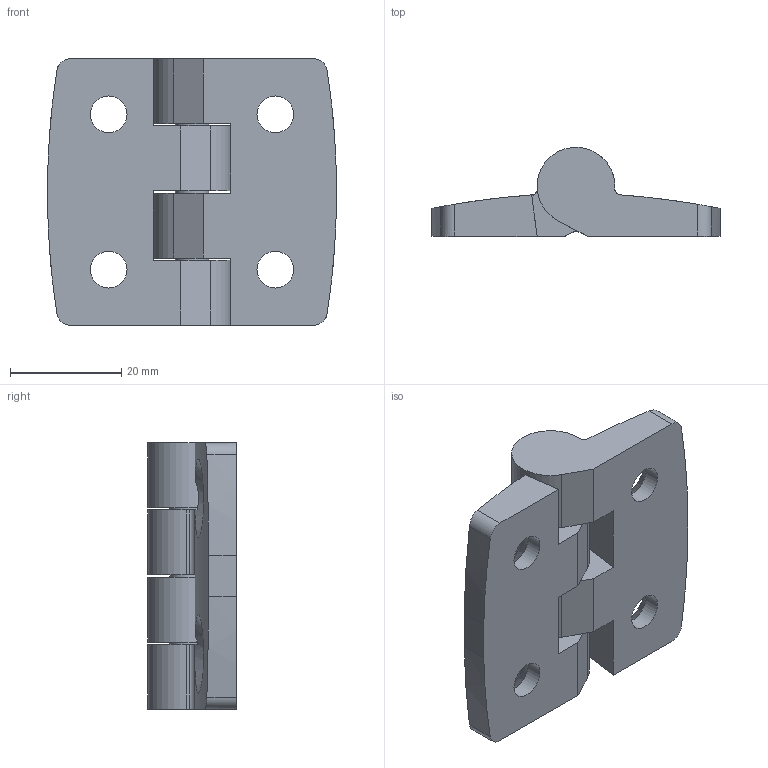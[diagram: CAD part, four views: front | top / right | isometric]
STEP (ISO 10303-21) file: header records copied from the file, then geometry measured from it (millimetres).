
FILE_DESCRIPTION( ( 'STEP AP214' ), '1' );
FILE_NAME( 'K1084.0626151510.stp', '2020-12-10T09:47:37', ( '' ), ( '' ), ' ', 'PARTsolutions', ' ' );
FILE_SCHEMA( ( 'AUTOMOTIVE_DESIGN { 1 0 10303 214 1 1 1 1 }' ) );
Length unit declared in the file: millimetre
Products named in the file (1): _K1084.0626151510
Bounding box: 52 x 15.99 x 48 mm (x, y, z)
Volume: 17927.8 mm3; surface area: 8202.5 mm2
Topology: 1 solids, 1 shells, 61 faces, 179 edges, 118 vertices
Faces by surface type: plane 32, cylinder 25, cone 4
Full cylindrical faces by diameter (mm): 6 x3, 6.6 x4
Entity records: 2792 total; most frequent: CARTESIAN_POINT 718, ORIENTED_EDGE 328, DIRECTION 310, EDGE_CURVE 164, VERTEX_POINT 114, AXIS2_PLACEMENT_3D 110, LINE 90, VECTOR 90
